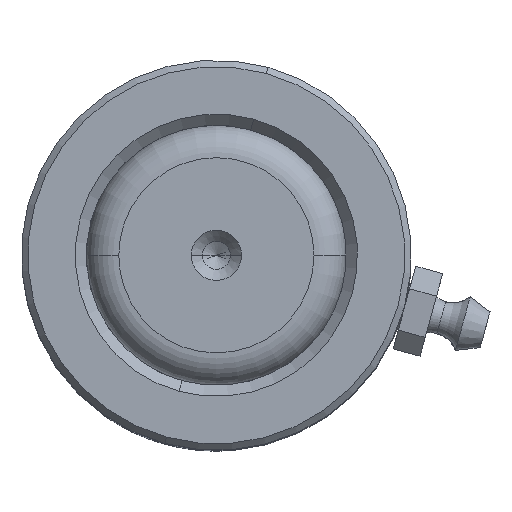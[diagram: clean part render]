
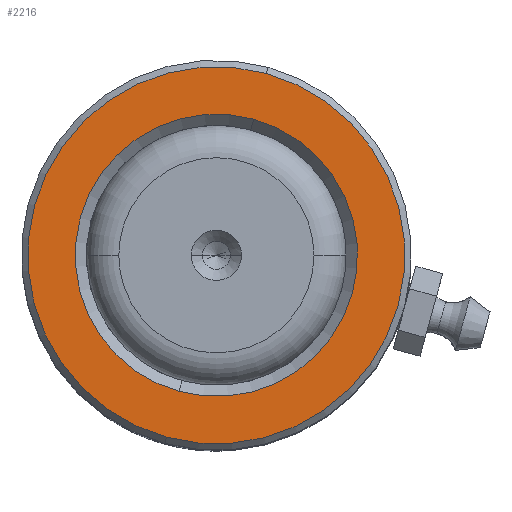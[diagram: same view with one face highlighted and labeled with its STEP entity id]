
A CAD part, top view. The second image highlights one B-rep face of the part: STEP entity #2216.
In plain terms, the highlighted planar face has unit normal (0, 0, 1).
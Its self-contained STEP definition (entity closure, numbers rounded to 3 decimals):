
#24 = DIRECTION ( 'NONE',  ( 0., 0., 1. ) ) ;
#480 = CARTESIAN_POINT ( 'NONE',  ( 0., 0., 60. ) ) ;
#615 = EDGE_LOOP ( 'NONE', ( #5125, #8876 ) ) ;
#678 = DIRECTION ( 'NONE',  ( 1., 0., 0. ) ) ;
#682 = FACE_OUTER_BOUND ( 'NONE', #615, .T. ) ;
#809 = CARTESIAN_POINT ( 'NONE',  ( -20.3, 0., 60. ) ) ;
#1216 = CIRCLE ( 'NONE', #5118, 15.2 ) ;
#1305 = EDGE_CURVE ( 'NONE', #1614, #3294, #8368, .T. ) ;
#1606 = AXIS2_PLACEMENT_3D ( 'NONE', #3429, #24, #678 ) ;
#1614 = VERTEX_POINT ( 'NONE', #809 ) ;
#2043 = ORIENTED_EDGE ( 'NONE', *, *, #2696, .T. ) ;
#2115 = EDGE_CURVE ( 'NONE', #3294, #1614, #5557, .T. ) ;
#2151 = CARTESIAN_POINT ( 'NONE',  ( 0., 0., 60. ) ) ;
#2216 = ADVANCED_FACE ( 'NONE', ( #682, #3806 ), #6953, .T. ) ;
#2517 = DIRECTION ( 'NONE',  ( 0., 0., -1. ) ) ;
#2696 = EDGE_CURVE ( 'NONE', #6156, #4909, #1216, .T. ) ;
#2786 = DIRECTION ( 'NONE',  ( 0., 0., 1. ) ) ;
#3294 = VERTEX_POINT ( 'NONE', #3720 ) ;
#3429 = CARTESIAN_POINT ( 'NONE',  ( 0., 0., 60. ) ) ;
#3624 = CARTESIAN_POINT ( 'NONE',  ( 15.2, 0., 60. ) ) ;
#3720 = CARTESIAN_POINT ( 'NONE',  ( 20.3, 0., 60. ) ) ;
#3806 = FACE_BOUND ( 'NONE', #8060, .T. ) ;
#3987 = CARTESIAN_POINT ( 'NONE',  ( 0., 0., 60. ) ) ;
#4208 = AXIS2_PLACEMENT_3D ( 'NONE', #3987, #8773, #6836 ) ;
#4894 = DIRECTION ( 'NONE',  ( 1., 0., 0. ) ) ;
#4909 = VERTEX_POINT ( 'NONE', #8075 ) ;
#5118 = AXIS2_PLACEMENT_3D ( 'NONE', #6866, #5613, #4894 ) ;
#5125 = ORIENTED_EDGE ( 'NONE', *, *, #1305, .T. ) ;
#5307 = AXIS2_PLACEMENT_3D ( 'NONE', #480, #2517, #8764 ) ;
#5557 = CIRCLE ( 'NONE', #4208, 20.3 ) ;
#5613 = DIRECTION ( 'NONE',  ( 0., 0., -1. ) ) ;
#6156 = VERTEX_POINT ( 'NONE', #3624 ) ;
#6728 = AXIS2_PLACEMENT_3D ( 'NONE', #2151, #2786, #8403 ) ;
#6836 = DIRECTION ( 'NONE',  ( 1., 0., 0. ) ) ;
#6866 = CARTESIAN_POINT ( 'NONE',  ( 0., 0., 60. ) ) ;
#6953 = PLANE ( 'NONE',  #1606 ) ;
#6985 = ORIENTED_EDGE ( 'NONE', *, *, #8789, .T. ) ;
#8060 = EDGE_LOOP ( 'NONE', ( #2043, #6985 ) ) ;
#8075 = CARTESIAN_POINT ( 'NONE',  ( -15.2, 0., 60. ) ) ;
#8276 = CIRCLE ( 'NONE', #5307, 15.2 ) ;
#8368 = CIRCLE ( 'NONE', #6728, 20.3 ) ;
#8403 = DIRECTION ( 'NONE',  ( 1., 0., 0. ) ) ;
#8764 = DIRECTION ( 'NONE',  ( 1., 0., 0. ) ) ;
#8773 = DIRECTION ( 'NONE',  ( 0., 0., 1. ) ) ;
#8789 = EDGE_CURVE ( 'NONE', #4909, #6156, #8276, .T. ) ;
#8876 = ORIENTED_EDGE ( 'NONE', *, *, #2115, .T. ) ;
